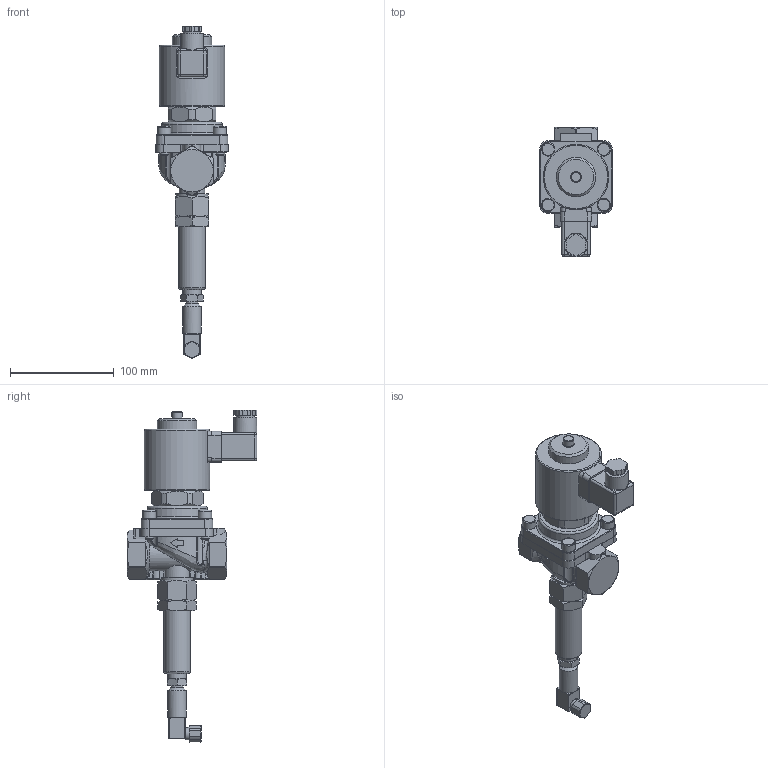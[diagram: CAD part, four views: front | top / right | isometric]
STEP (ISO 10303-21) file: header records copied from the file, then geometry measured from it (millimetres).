
FILE_DESCRIPTION(/* description */ ('3D-Modell 035.001640'),/* implementation_level */ '2;1');
FILE_NAME(/* name */ '035.001640_A3525-1004-.322-NG-E8-OF.stp',/* time_stamp */ '2021-06-02T15:32:38+02:00',/* author */ ('TBartelsmeier'),/* organization */ (''),/* preprocessor_version */ 'ST-DEVELOPER v16.1',/* originating_system */ 'Autodesk Inventor 2016',/* authorisation */ '');
FILE_SCHEMA (('AUTOMOTIVE_DESIGN { 1 0 10303 214 3 1 1 }'));
Length unit declared in the file: millimetre
Products named in the file (1): 88-005146
Bounding box: 70 x 124.7 x 319.99 mm (x, y, z)
Volume: 608876.8 mm3; surface area: 69154.4 mm2
Topology: 1 solids, 1 shells, 464 faces, 1177 edges, 730 vertices
Faces by surface type: plane 184, cylinder 164, cone 53, torus 31, bspline 24, sphere 8
Full cylindrical faces by diameter (mm): 8 x4, 10 x1, 11 x1, 12 x2, 13 x4, 17 x1, 18 x2, 22 x1, 25.8 x1, 31 x1, 38 x1, 58 x1, 63 x1
Entity records: 15554 total; most frequent: CARTESIAN_POINT 4535, ORIENTED_EDGE 2216, DIRECTION 2128, EDGE_CURVE 1108, AXIS2_PLACEMENT_3D 833, VERTEX_POINT 714, EDGE_LOOP 532, STYLED_ITEM 465
